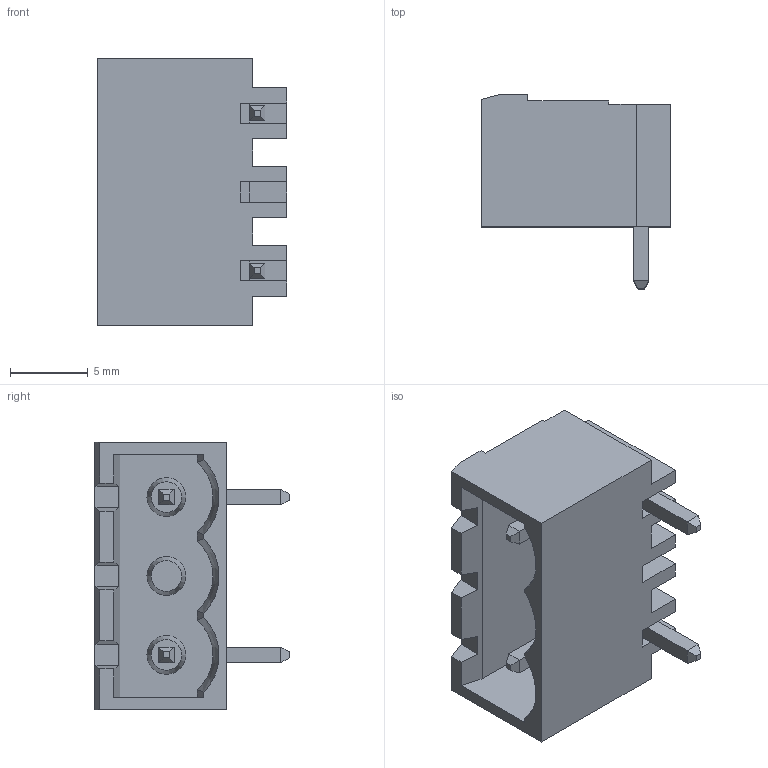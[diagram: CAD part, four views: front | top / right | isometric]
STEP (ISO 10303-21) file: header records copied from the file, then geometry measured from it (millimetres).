
FILE_DESCRIPTION( ( 'STEP AP214' ), '1' );
FILE_NAME( 'PV02-10,16-H-P.stp', ' ', ( ' ' ), ( ' ' ), 'PSStep 14.0', 'VISI 19.0', ' ' );
FILE_SCHEMA( ( 'AUTOMOTIVE_DESIGN { 1 0 10303 214 1 1 1 1 }' ) );
Length unit declared in the file: millimetre
Products named in the file (1): 1
Bounding box: 12.2 x 12.5 x 17.24 mm (x, y, z)
Volume: 807.5 mm3; surface area: 1537.9 mm2
Topology: 1 solids, 4 shells, 162 faces, 420 edges, 271 vertices
Faces by surface type: plane 151, cone 6, cylinder 5
Entity records: 6110 total; most frequent: CARTESIAN_POINT 863, ORIENTED_EDGE 828, DIRECTION 753, EDGE_CURVE 414, LINE 389, VECTOR 389, VERTEX_POINT 268, AXIS2_PLACEMENT_3D 182
